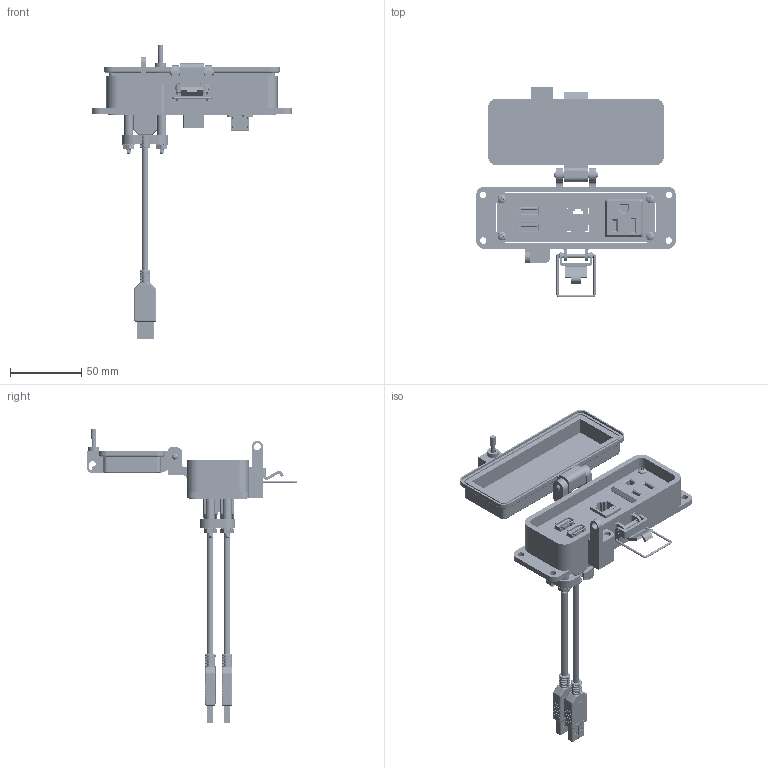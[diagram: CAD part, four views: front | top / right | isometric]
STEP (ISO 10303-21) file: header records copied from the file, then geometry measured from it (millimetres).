
FILE_DESCRIPTION (( 'STEP AP214' ), '1' );
FILE_NAME ('P-P11#2R2-H2R0_3D.STEP', '2017-10-26T19:43:20', ( '' ), ( '' ), 'SwSTEP 2.0', 'SolidWorks 2017', '' );
FILE_SCHEMA (( 'AUTOMOTIVE_DESIGN' ));
Length unit declared in the file: millimetre
Products named in the file (17): Z_000_632134FH_91771A156; P-P11#2R2-H2R0_TP1; P11; Z-020-3047; 90272A106_ZINC-PLTD STL PAN HEAD PHILLIPS MACHINE SCREW_90272A106; P-P11#2R2-H2R0_TP2; P-P11#2R2-H2R0_BP; P-P11#2R2-H2R0_3D; 92005A124_METRIC PAN HEAD PHILLIPS MACHINE SCREW_92005A124; H-X-H2_B; R; Z-200-R0SQ; R2; Z-300-RJ45CAT5; Z_001_SPR114_94639A210; P-P11#2R2-H2R0_FP; Z_002_632516HN_90675A007
Assembly tree (31 placements, depth 3):
  P-P11#2R2-H2R0_3D
    P-P11#2R2-H2R0_BP
    P-P11#2R2-H2R0_TP2
    90272A106_ZINC-PLTD STL PAN HEAD PHILLIPS MACHINE SCREW_90272A106  x3
    P11  x2
      Z-020-3047
    P-P11#2R2-H2R0_TP1
    Z_000_632134FH_91771A156  x4
    Z_002_632516HN_90675A007  x4
    P-P11#2R2-H2R0_FP
    Z_001_SPR114_94639A210  x4
    R2
      Z-300-RJ45CAT5
    R
      Z-200-R0SQ
    H-X-H2_B
    92005A124_METRIC PAN HEAD PHILLIPS MACHINE SCREW_92005A124  x4
Bounding box: 140 x 147.61 x 205.72 mm (x, y, z)
Volume: 135719.8 mm3; surface area: 111426.2 mm2
Topology: 45 solids, 45 shells, 5144 faces, 14665 edges, 9646 vertices
Faces by surface type: cylinder 2412, plane 2069, bspline 385, cone 236, torus 28, sphere 14
Entity records: 114237 total; most frequent: CARTESIAN_POINT 36151, ORIENTED_EDGE 14344, DIRECTION 11481, EDGE_CURVE 7172, VERTEX_POINT 4727, LINE 4299, VECTOR 4299, AXIS2_PLACEMENT_3D 3591
